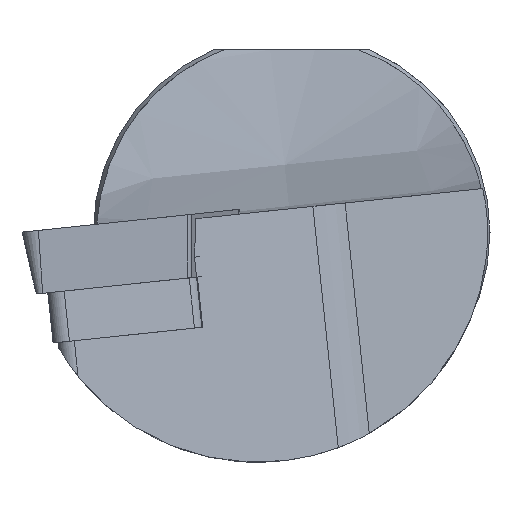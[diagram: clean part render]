
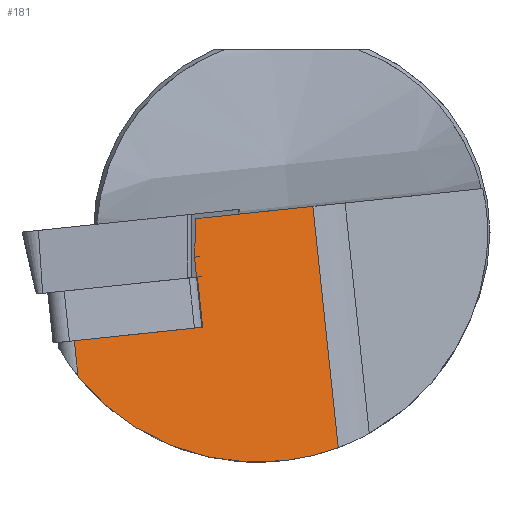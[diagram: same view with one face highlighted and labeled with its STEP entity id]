
A CAD part, left-side view. The second image highlights one B-rep face of the part: STEP entity #181.
In plain terms, the highlighted planar face has unit normal (-0.954, -0.298, 0.031).
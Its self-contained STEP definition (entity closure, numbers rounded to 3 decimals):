
#147=ELLIPSE('',#939,15.196,14.5);
#181=ADVANCED_FACE('',(#252),#227,.F.);
#227=PLANE('',#940);
#252=FACE_OUTER_BOUND('',#297,.T.);
#297=EDGE_LOOP('',(#505,#506,#507,#508,#509,#510,#511,#512));
#338=LINE('',#1238,#402);
#343=LINE('',#1252,#407);
#357=LINE('',#1290,#421);
#364=LINE('',#1310,#428);
#365=LINE('',#1312,#429);
#366=LINE('',#1316,#430);
#367=LINE('',#1317,#431);
#402=VECTOR('',#1012,1.);
#407=VECTOR('',#1023,1.);
#421=VECTOR('',#1045,1.);
#428=VECTOR('',#1058,1.);
#429=VECTOR('',#1059,1.);
#430=VECTOR('',#1062,1.);
#431=VECTOR('',#1063,1.);
#505=ORIENTED_EDGE('',*,*,#783,.F.);
#506=ORIENTED_EDGE('',*,*,#815,.F.);
#507=ORIENTED_EDGE('',*,*,#816,.F.);
#508=ORIENTED_EDGE('',*,*,#817,.T.);
#509=ORIENTED_EDGE('',*,*,#818,.T.);
#510=ORIENTED_EDGE('',*,*,#789,.F.);
#511=ORIENTED_EDGE('',*,*,#819,.T.);
#512=ORIENTED_EDGE('',*,*,#806,.T.);
#704=VERTEX_POINT('',#1236);
#706=VERTEX_POINT('',#1239);
#711=VERTEX_POINT('',#1251);
#712=VERTEX_POINT('',#1253);
#726=VERTEX_POINT('',#1291);
#732=VERTEX_POINT('',#1311);
#733=VERTEX_POINT('',#1313);
#734=VERTEX_POINT('',#1315);
#783=EDGE_CURVE('',#704,#706,#338,.T.);
#789=EDGE_CURVE('',#711,#712,#343,.T.);
#806=EDGE_CURVE('',#726,#706,#357,.T.);
#815=EDGE_CURVE('',#732,#704,#364,.T.);
#816=EDGE_CURVE('',#733,#732,#365,.T.);
#817=EDGE_CURVE('',#733,#734,#147,.T.);
#818=EDGE_CURVE('',#734,#712,#366,.T.);
#819=EDGE_CURVE('',#711,#726,#367,.T.);
#939=AXIS2_PLACEMENT_3D('',#1314,#1060,#1061);
#940=AXIS2_PLACEMENT_3D('',#1318,#1064,#1065);
#1012=DIRECTION('',(0.299,-0.949,0.1));
#1023=DIRECTION('',(0.299,-0.949,0.1));
#1045=DIRECTION('',(0.,-0.105,-0.995));
#1058=DIRECTION('',(0.299,-0.949,0.1));
#1059=DIRECTION('',(0.,0.105,0.995));
#1060=DIRECTION('',(-0.954,-0.298,0.031));
#1061=DIRECTION('',(0.299,-0.949,0.1));
#1062=DIRECTION('',(0.,0.105,0.995));
#1063=DIRECTION('',(-0.044,0.037,-0.998));
#1064=DIRECTION('',(0.954,0.298,-0.031));
#1065=DIRECTION('',(0.298,-0.955,0.));
#1236=CARTESIAN_POINT('',(4.086,5.684,-5.996));
#1238=CARTESIAN_POINT('',(1.559,13.699,-6.838));
#1239=CARTESIAN_POINT('',(4.094,5.658,-5.993));
#1251=CARTESIAN_POINT('',(4.202,6.032,0.855));
#1252=CARTESIAN_POINT('',(1.559,14.415,-0.026));
#1253=CARTESIAN_POINT('',(6.525,-1.337,1.63));
#1290=CARTESIAN_POINT('',(4.094,8.794,23.843));
#1291=CARTESIAN_POINT('',(4.094,6.123,-1.568));
#1310=CARTESIAN_POINT('',(1.559,13.699,-6.838));
#1311=CARTESIAN_POINT('',(1.559,13.699,-6.838));
#1312=CARTESIAN_POINT('',(1.559,11.311,-29.563));
#1313=CARTESIAN_POINT('',(1.559,13.465,-9.068));
#1314=CARTESIAN_POINT('',(5.384,2.15,0.));
#1315=CARTESIAN_POINT('',(6.525,-2.935,-13.579));
#1316=CARTESIAN_POINT('',(6.525,-4.441,-27.908));
#1317=CARTESIAN_POINT('',(2.841,7.177,-29.775));
#1318=CARTESIAN_POINT('',(1.559,11.311,-29.563));
